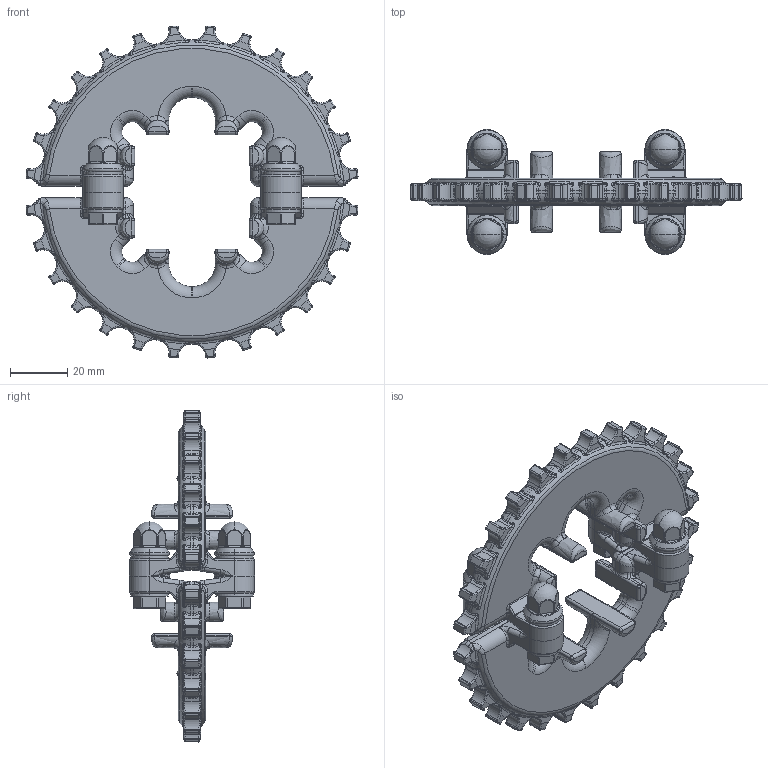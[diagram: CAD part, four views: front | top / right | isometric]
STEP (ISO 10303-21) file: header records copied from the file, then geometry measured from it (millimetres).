
FILE_DESCRIPTION((''),'2;1');
FILE_NAME('UNI_2P-HYG_M-SNB_Z28_T1_40_ASM','2019-06-13T07:25:23',('MTH'),(''),'CREO PARAMETRIC BY PTC INC, 2019030','CREO PARAMETRIC BY PTC INC, 2019030','');
FILE_SCHEMA(('AUTOMOTIVE_DESIGN { 1 0 10303 214 1 1 1 1 }'));
Length unit declared in the file: millimetre
Products named in the file (5): T0518; WASHER; DIN931_M6_A4; DOME_ISO1587_M6; UNI_2P-HYG_M-SNB_Z28_T1_40_ASM
Assembly tree (18 placements, depth 2):
  UNI_2P-HYG_M-SNB_Z28_T1_40_ASM
    T0518  x2
    WASHER  x8
    DIN931_M6_A4  x4
    DOME_ISO1587_M6  x4
Bounding box: 115.7 x 43.6 x 115.7 mm (x, y, z)
Volume: 82535.9 mm3; surface area: 36288.7 mm2
Topology: 18 solids, 22 shells, 2848 faces, 6828 edges, 4030 vertices
Faces by surface type: bspline 1056, cylinder 826, plane 390, torus 356, sphere 124, cone 96
Entity records: 95299 total; most frequent: CARTESIAN_POINT 48688, ORIENTED_EDGE 5900, DIRECTION 5081, PRESENTATION_STYLE_ASSIGNMENT 4406, STYLED_ITEM 4406, CURVE_STYLE 3126, EDGE_CURVE 2952, AXIS2_PLACEMENT_3D 2193
